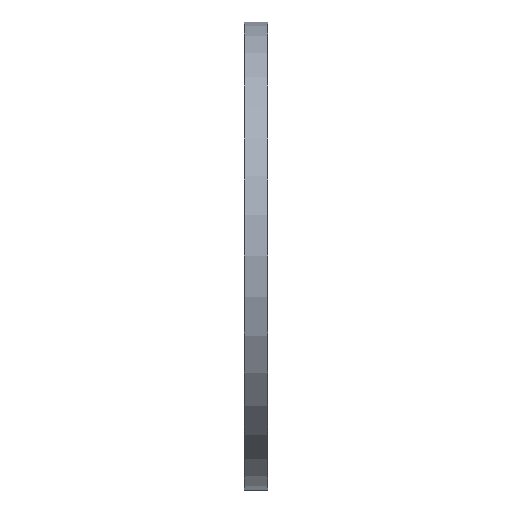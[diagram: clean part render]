
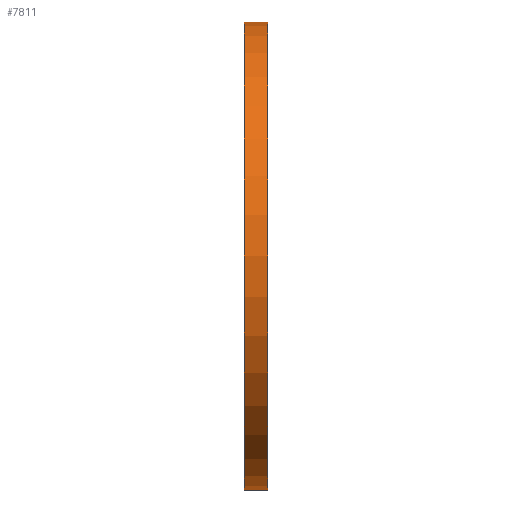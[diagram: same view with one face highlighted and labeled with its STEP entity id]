
A CAD part, left-side view. The second image highlights one B-rep face of the part: STEP entity #7811.
In plain terms, the highlighted cylindrical face has radius 60 mm (diameter 120 mm), a partial arc.
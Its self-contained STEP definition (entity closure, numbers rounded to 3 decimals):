
#1404 = CIRCLE ( 'NONE', #1636, 60. ) ;
#1636 = AXIS2_PLACEMENT_3D ( 'NONE', #8331, #4712, #3876 ) ;
#2594 = VERTEX_POINT ( 'NONE', #5791 ) ;
#2772 = CIRCLE ( 'NONE', #8520, 60. ) ;
#3295 = AXIS2_PLACEMENT_3D ( 'NONE', #8421, #12003, #8257 ) ;
#3340 = ORIENTED_EDGE ( 'NONE', *, *, #11112, .T. ) ;
#3876 = DIRECTION ( 'NONE',  ( 0., 0., 1. ) ) ;
#4227 = CARTESIAN_POINT ( 'NONE',  ( 0., 0., 0. ) ) ;
#4712 = DIRECTION ( 'NONE',  ( 0., 1., 0. ) ) ;
#5183 = DIRECTION ( 'NONE',  ( 0., -1., 0. ) ) ;
#5544 = LINE ( 'NONE', #9921, #9548 ) ;
#5791 = CARTESIAN_POINT ( 'NONE',  ( 0., 0., -60. ) ) ;
#6319 = ORIENTED_EDGE ( 'NONE', *, *, #10769, .T. ) ;
#6697 = ORIENTED_EDGE ( 'NONE', *, *, #7648, .F. ) ;
#7404 = VECTOR ( 'NONE', #8285, 1000. ) ;
#7648 = EDGE_CURVE ( 'NONE', #10062, #8071, #5544, .T. ) ;
#7703 = CARTESIAN_POINT ( 'NONE',  ( 0., 0., 60. ) ) ;
#7811 = ADVANCED_FACE ( 'NONE', ( #8767 ), #8496, .T. ) ;
#8071 = VERTEX_POINT ( 'NONE', #7703 ) ;
#8257 = DIRECTION ( 'NONE',  ( 0., 0., -1. ) ) ;
#8285 = DIRECTION ( 'NONE',  ( 0., -1., 0. ) ) ;
#8331 = CARTESIAN_POINT ( 'NONE',  ( 0., 6., 0. ) ) ;
#8421 = CARTESIAN_POINT ( 'NONE',  ( 0., 6., 0. ) ) ;
#8491 = VERTEX_POINT ( 'NONE', #11141 ) ;
#8496 = CYLINDRICAL_SURFACE ( 'NONE', #3295, 60. ) ;
#8520 = AXIS2_PLACEMENT_3D ( 'NONE', #4227, #9755, #10867 ) ;
#8691 = EDGE_LOOP ( 'NONE', ( #6697, #9527, #3340, #6319 ) ) ;
#8767 = FACE_OUTER_BOUND ( 'NONE', #8691, .T. ) ;
#9527 = ORIENTED_EDGE ( 'NONE', *, *, #11095, .F. ) ;
#9548 = VECTOR ( 'NONE', #5183, 1000. ) ;
#9755 = DIRECTION ( 'NONE',  ( 0., 1., 0. ) ) ;
#9921 = CARTESIAN_POINT ( 'NONE',  ( 0., 6., 60. ) ) ;
#10062 = VERTEX_POINT ( 'NONE', #10765 ) ;
#10120 = CARTESIAN_POINT ( 'NONE',  ( 0., 6., -60. ) ) ;
#10765 = CARTESIAN_POINT ( 'NONE',  ( 0., 6., 60. ) ) ;
#10769 = EDGE_CURVE ( 'NONE', #2594, #8071, #2772, .T. ) ;
#10867 = DIRECTION ( 'NONE',  ( 0., 0., 1. ) ) ;
#11095 = EDGE_CURVE ( 'NONE', #8491, #10062, #1404, .T. ) ;
#11112 = EDGE_CURVE ( 'NONE', #8491, #2594, #11236, .T. ) ;
#11141 = CARTESIAN_POINT ( 'NONE',  ( 0., 6., -60. ) ) ;
#11236 = LINE ( 'NONE', #10120, #7404 ) ;
#12003 = DIRECTION ( 'NONE',  ( 0., -1., 0. ) ) ;
